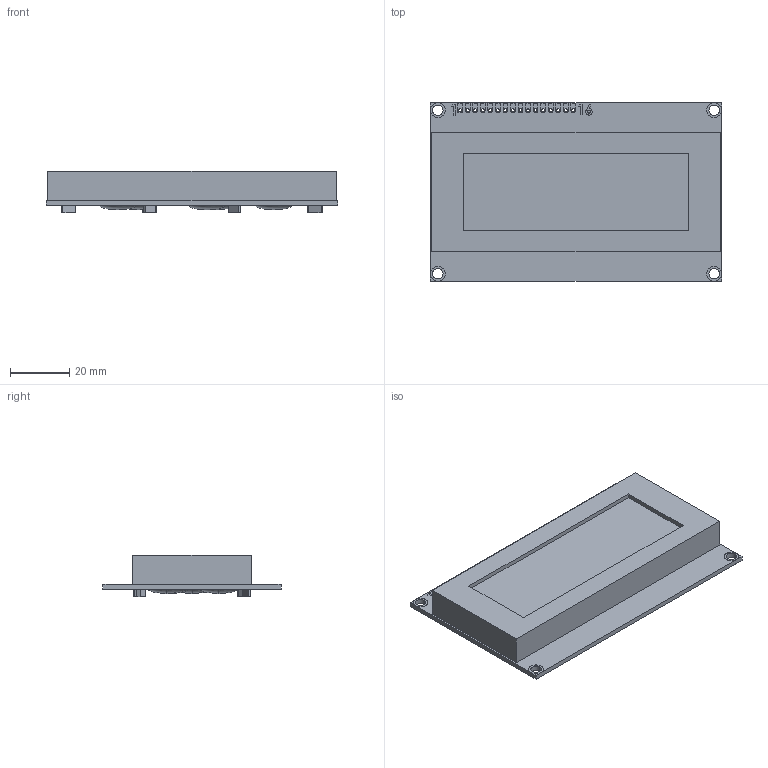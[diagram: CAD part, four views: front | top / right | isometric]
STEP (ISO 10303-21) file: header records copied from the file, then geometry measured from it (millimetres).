
FILE_DESCRIPTION(('FreeCAD Model'),'2;1');
FILE_NAME('LCD_20x4.step','2018-03-08T16:32:44',(''),(''), 'Open CASCADE STEP processor 6.8','FreeCAD','Unknown');
FILE_SCHEMA(('AUTOMOTIVE_DESIGN_CC2 { 1 2 10303 214 -1 1 5 4 }'));
Length unit declared in the file: millimetre
Products named in the file (2): ASSEMBLY; LCD_20x4
Assembly tree (1 placements, depth 2):
  ASSEMBLY
    LCD_20x4
Bounding box: 98 x 60 x 13.9 mm (x, y, z)
Volume: 45072.9 mm3; surface area: 15645.6 mm2
Topology: 1 solids, 1 shells, 357 faces, 876 edges, 576 vertices
Faces by surface type: plane 245, cylinder 86, bspline 26
Entity records: 14961 total; most frequent: CARTESIAN_POINT 3941, ORIENTED_EDGE 1752, DIRECTION 1660, EDGE_CURVE 876, LINE 634, VECTOR 634, VERTEX_POINT 576, AXIS2_PLACEMENT_3D 513
